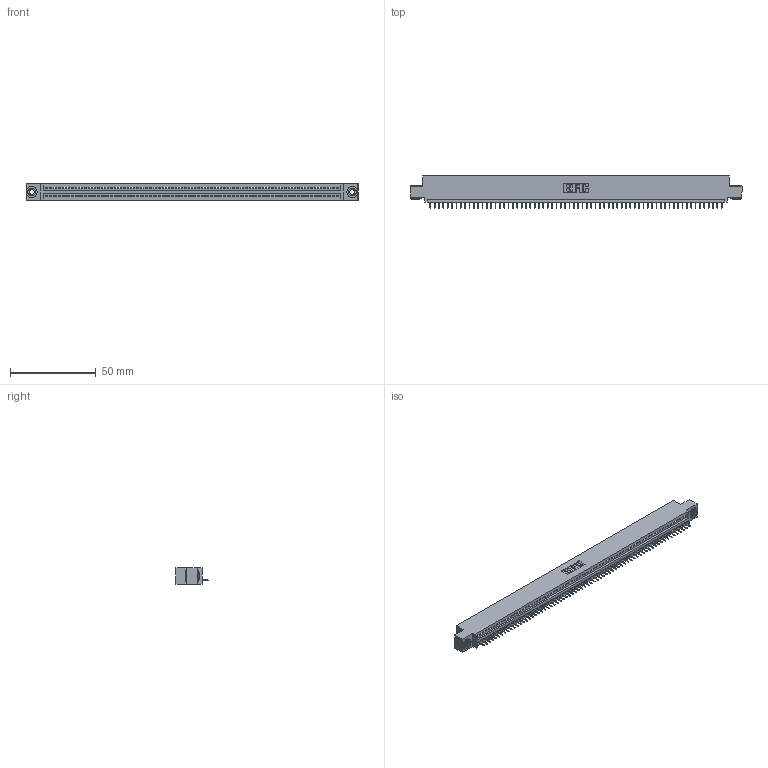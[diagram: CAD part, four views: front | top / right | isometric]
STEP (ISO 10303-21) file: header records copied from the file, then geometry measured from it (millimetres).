
FILE_DESCRIPTION (( 'STEP AP203' ), '1' );
FILE_NAME ('845-068-525-403.STEP', '2020-09-23T20:25:16', ( '' ), ( '' ), 'SwSTEP 2.0', 'SolidWorks 2020', '' );
FILE_SCHEMA (( 'CONFIG_CONTROL_DESIGN' ));
Length unit declared in the file: inch
Products named in the file (4): 845-068-525-403; 845 Part_0.110 Offset - 0.156 Dia-TH; 345-250-002_345-250-002-102; 345-292-001_345-293-125
Assembly tree (71 placements, depth 2):
  845-068-525-403
    845 Part_0.110 Offset - 0.156 Dia-TH
    345-292-001_345-293-125  x68
    345-250-002_345-250-002-102  x2
Bounding box: 193.93 x 18.72 x 9.4 mm (x, y, z)
Volume: 18300.9 mm3; surface area: 24044.2 mm2
Topology: 71 solids, 71 shells, 4384 faces, 12669 edges, 8170 vertices
Faces by surface type: plane 3222, cylinder 1154, cone 8
Entity records: 48534 total; most frequent: CARTESIAN_POINT 8383, ORIENTED_EDGE 8378, DIRECTION 7315, EDGE_CURVE 4189, LINE 3765, VECTOR 3765, VERTEX_POINT 2786, AXIS2_PLACEMENT_3D 1775
